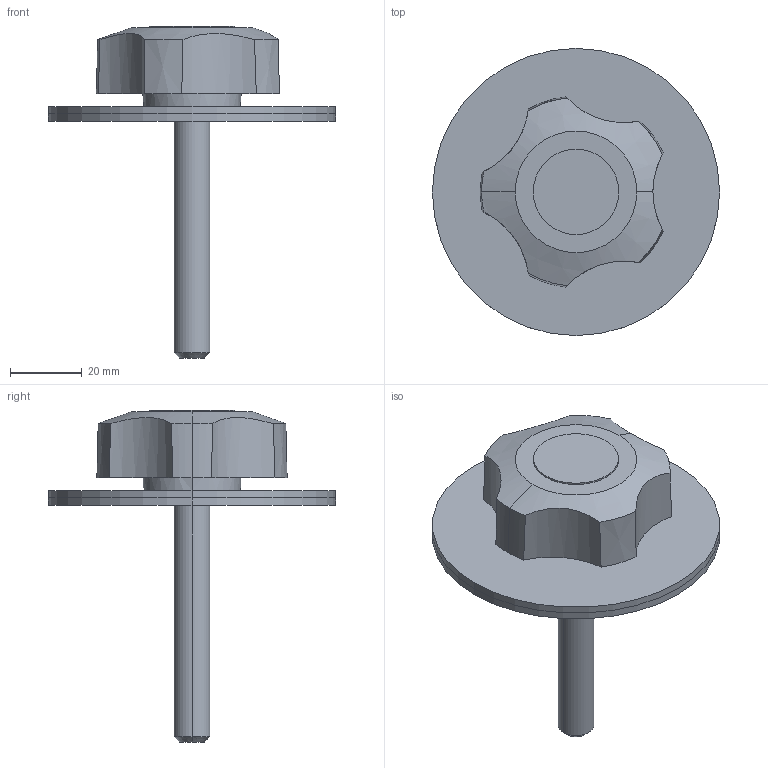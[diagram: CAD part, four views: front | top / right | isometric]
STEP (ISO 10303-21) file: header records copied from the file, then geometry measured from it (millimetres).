
FILE_DESCRIPTION (( 'STEP AP203' ), '1' );
FILE_NAME ('sone3D.STEP', '2016-05-17T05:42:36', ( '' ), ( '' ), 'SwSTEP 2.0', 'SolidWorks 2014', '' );
FILE_SCHEMA (( 'CONFIG_CONTROL_DESIGN' ));
Length unit declared in the file: millimetre
Products named in the file (5): FC-708Nノブスター_; FC-708N僑儉僷僢僉儞_; FC-708N六角ボルト__FC-708N-1六角ボルト; FC-708N座金_; sone3D
Assembly tree (4 placements, depth 2):
  sone3D
    FC-708Nノブスター_
    FC-708N僑儉僷僢僉儞_
    FC-708N六角ボルト__FC-708N-1六角ボルト
    FC-708N座金_
Bounding box: 80 x 80 x 92.5 mm (x, y, z)
Volume: 46315.8 mm3; surface area: 36660.1 mm2
Topology: 5 solids, 5 shells, 72 faces, 164 edges, 108 vertices
Faces by surface type: cylinder 30, plane 22, cone 20
Entity records: 2747 total; most frequent: CARTESIAN_POINT 579, DIRECTION 370, ORIENTED_EDGE 328, EDGE_CURVE 164, AXIS2_PLACEMENT_3D 161, VERTEX_POINT 108, CIRCLE 82, EDGE_LOOP 82
